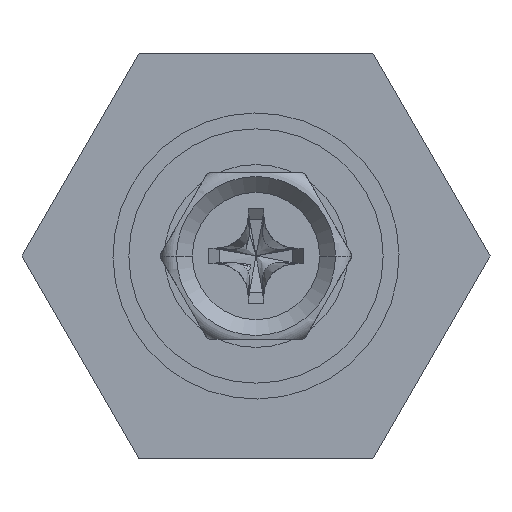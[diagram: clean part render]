
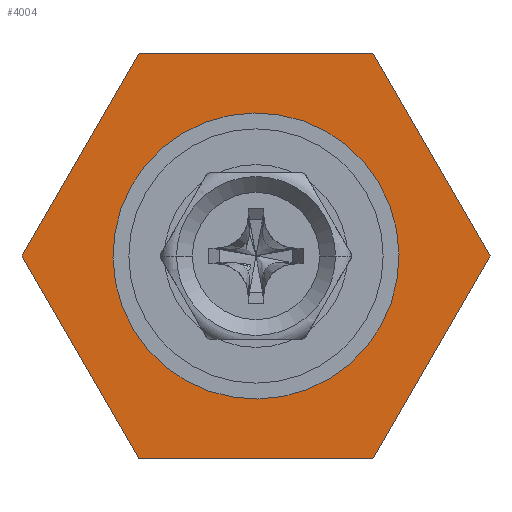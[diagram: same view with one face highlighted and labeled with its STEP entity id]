
A CAD part, left-side view. The second image highlights one B-rep face of the part: STEP entity #4004.
In plain terms, the highlighted face is planar.
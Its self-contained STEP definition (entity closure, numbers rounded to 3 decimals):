
#44 = CARTESIAN_POINT ( 'NONE',  ( -12.75, -7.361, -1.5 ) ) ;
#45 = DIRECTION ( 'NONE',  ( 0.866, -0.5, 0. ) ) ;
#212 = CARTESIAN_POINT ( 'NONE',  ( 0., 0., -1.5 ) ) ;
#213 = DIRECTION ( 'NONE',  ( 0., 0., 1. ) ) ;
#214 = DIRECTION ( 'NONE',  ( 1., 0., 0. ) ) ;
#267 = CIRCLE ( 'NONE', #269, 8.5 ) ;
#269 = AXIS2_PLACEMENT_3D ( 'NONE', #3530, #3531, #3532 ) ;
#563 = VECTOR ( 'NONE', #45, 1000. ) ;
#592 = CIRCLE ( 'NONE', #598, 8.5 ) ;
#598 = AXIS2_PLACEMENT_3D ( 'NONE', #212, #213, #214 ) ;
#936 = CARTESIAN_POINT ( 'NONE',  ( 0., 14.722, -1.5 ) ) ;
#939 = DIRECTION ( 'NONE',  ( -0.866, -0.5, 0. ) ) ;
#1088 = ORIENTED_EDGE ( 'NONE', *, *, #4530, .T. ) ;
#1103 = ORIENTED_EDGE ( 'NONE', *, *, #5720, .T. ) ;
#1544 = CARTESIAN_POINT ( 'NONE',  ( 12.75, 7.361, -1.5 ) ) ;
#1574 = DIRECTION ( 'NONE',  ( -0.866, 0.5, 0. ) ) ;
#1865 = EDGE_CURVE ( 'NONE', #3868, #3866, #4375, .T. ) ;
#1872 = EDGE_CURVE ( 'NONE', #3866, #3867, #4381, .T. ) ;
#1891 = EDGE_CURVE ( 'NONE', #3867, #3874, #4389, .T. ) ;
#1947 = EDGE_CURVE ( 'NONE', #3865, #3868, #4424, .T. ) ;
#1951 = EDGE_CURVE ( 'NONE', #3873, #3865, #4429, .T. ) ;
#2238 = EDGE_LOOP ( 'NONE', ( #1088, #1103 ) ) ;
#2246 = EDGE_LOOP ( 'NONE', ( #3899, #3901, #3902, #3900, #6366, #6367 ) ) ;
#2371 = AXIS2_PLACEMENT_3D ( 'NONE', #4855, #4856, #4857 ) ;
#3530 = CARTESIAN_POINT ( 'NONE',  ( 0., 0., -1.5 ) ) ;
#3531 = DIRECTION ( 'NONE',  ( 0., 0., 1. ) ) ;
#3532 = DIRECTION ( 'NONE',  ( 1., 0., 0. ) ) ;
#3596 = DIRECTION ( 'NONE',  ( 0., -1., 0. ) ) ;
#3604 = CARTESIAN_POINT ( 'NONE',  ( -12.75, 7.361, -1.5 ) ) ;
#3825 = VERTEX_POINT ( 'NONE', #5002 ) ;
#3852 = VERTEX_POINT ( 'NONE', #5029 ) ;
#3865 = VERTEX_POINT ( 'NONE', #5042 ) ;
#3866 = VERTEX_POINT ( 'NONE', #5043 ) ;
#3867 = VERTEX_POINT ( 'NONE', #5044 ) ;
#3868 = VERTEX_POINT ( 'NONE', #5045 ) ;
#3873 = VERTEX_POINT ( 'NONE', #5050 ) ;
#3874 = VERTEX_POINT ( 'NONE', #5051 ) ;
#3899 = ORIENTED_EDGE ( 'NONE', *, *, #4032, .F. ) ;
#3900 = ORIENTED_EDGE ( 'NONE', *, *, #1865, .F. ) ;
#3901 = ORIENTED_EDGE ( 'NONE', *, *, #1891, .F. ) ;
#3902 = ORIENTED_EDGE ( 'NONE', *, *, #1872, .F. ) ;
#4004 = ADVANCED_FACE ( 'NONE', ( #4049, #4050 ), #4854, .F. ) ;
#4032 = EDGE_CURVE ( 'NONE', #3874, #3873, #4070, .T. ) ;
#4049 = FACE_OUTER_BOUND ( 'NONE', #2246, .T. ) ;
#4050 = FACE_BOUND ( 'NONE', #2238, .T. ) ;
#4070 = LINE ( 'NONE', #44, #563 ) ;
#4375 = LINE ( 'NONE', #1544, #5202 ) ;
#4381 = LINE ( 'NONE', #936, #5212 ) ;
#4389 = LINE ( 'NONE', #3604, #5242 ) ;
#4424 = LINE ( 'NONE', #6086, #5312 ) ;
#4429 = LINE ( 'NONE', #6096, #5319 ) ;
#4530 = EDGE_CURVE ( 'NONE', #3852, #3825, #592, .T. ) ;
#4854 = PLANE ( 'NONE',  #2371 ) ;
#4855 = CARTESIAN_POINT ( 'NONE',  ( 0., -14.722, -1.5 ) ) ;
#4856 = DIRECTION ( 'NONE',  ( 0., 0., 1. ) ) ;
#4857 = DIRECTION ( 'NONE',  ( 1., 0., 0. ) ) ;
#5002 = CARTESIAN_POINT ( 'NONE',  ( 8.5, 0., -1.5 ) ) ;
#5029 = CARTESIAN_POINT ( 'NONE',  ( -8.5, 0., -1.5 ) ) ;
#5042 = CARTESIAN_POINT ( 'NONE',  ( 12.75, -7.361, -1.5 ) ) ;
#5043 = CARTESIAN_POINT ( 'NONE',  ( 0., 14.722, -1.5 ) ) ;
#5044 = CARTESIAN_POINT ( 'NONE',  ( -12.75, 7.361, -1.5 ) ) ;
#5045 = CARTESIAN_POINT ( 'NONE',  ( 12.75, 7.361, -1.5 ) ) ;
#5050 = CARTESIAN_POINT ( 'NONE',  ( 0., -14.722, -1.5 ) ) ;
#5051 = CARTESIAN_POINT ( 'NONE',  ( -12.75, -7.361, -1.5 ) ) ;
#5202 = VECTOR ( 'NONE', #1574, 1000. ) ;
#5212 = VECTOR ( 'NONE', #939, 1000. ) ;
#5242 = VECTOR ( 'NONE', #3596, 1000. ) ;
#5312 = VECTOR ( 'NONE', #6087, 1000. ) ;
#5319 = VECTOR ( 'NONE', #6097, 1000. ) ;
#5720 = EDGE_CURVE ( 'NONE', #3825, #3852, #267, .T. ) ;
#6086 = CARTESIAN_POINT ( 'NONE',  ( 12.75, -7.361, -1.5 ) ) ;
#6087 = DIRECTION ( 'NONE',  ( 0., 1., 0. ) ) ;
#6096 = CARTESIAN_POINT ( 'NONE',  ( 0., -14.722, -1.5 ) ) ;
#6097 = DIRECTION ( 'NONE',  ( 0.866, 0.5, 0. ) ) ;
#6366 = ORIENTED_EDGE ( 'NONE', *, *, #1947, .F. ) ;
#6367 = ORIENTED_EDGE ( 'NONE', *, *, #1951, .F. ) ;
